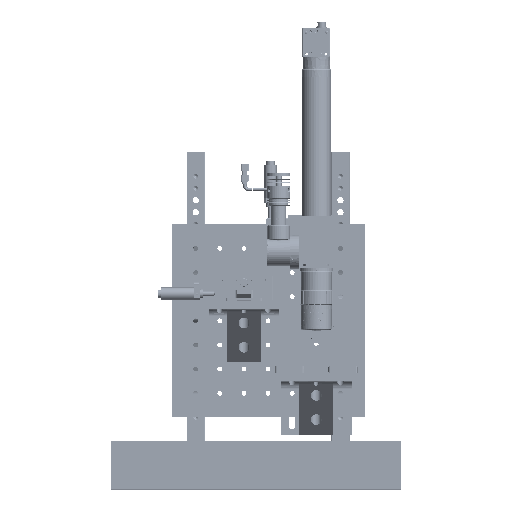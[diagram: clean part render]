
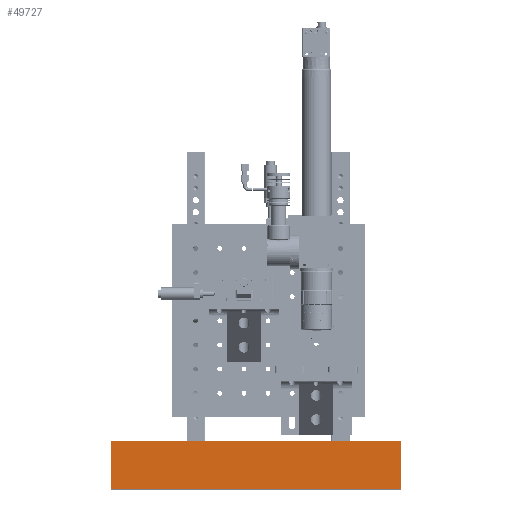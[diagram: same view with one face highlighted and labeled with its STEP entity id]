
A CAD part, top view. The second image highlights one B-rep face of the part: STEP entity #49727.
In plain terms, the highlighted face is planar.
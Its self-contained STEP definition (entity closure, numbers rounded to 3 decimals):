
#76 = CARTESIAN_POINT ( 'NONE',  ( -150., 150., 50. ) ) ;
#634 = VECTOR ( 'NONE', #72935, 1000. ) ;
#1474 = EDGE_LOOP ( 'NONE', ( #1539, #45114, #46161, #94635 ) ) ;
#1539 = ORIENTED_EDGE ( 'NONE', *, *, #103261, .T. ) ;
#4254 = CARTESIAN_POINT ( 'NONE',  ( -150., 150., 50. ) ) ;
#4569 = VECTOR ( 'NONE', #122369, 1000. ) ;
#7655 = CARTESIAN_POINT ( 'NONE',  ( -150., 150., 50. ) ) ;
#8304 = CARTESIAN_POINT ( 'NONE',  ( 150., 150., 50. ) ) ;
#10208 = CARTESIAN_POINT ( 'NONE',  ( -150., 150., 0. ) ) ;
#11443 = DIRECTION ( 'NONE',  ( -1., 0., 0. ) ) ;
#11719 = VECTOR ( 'NONE', #22069, 1000. ) ;
#22069 = DIRECTION ( 'NONE',  ( 0., 0., -1. ) ) ;
#22149 = LINE ( 'NONE', #10208, #37549 ) ;
#30404 = EDGE_CURVE ( 'NONE', #123914, #52156, #93950, .T. ) ;
#36948 = EDGE_CURVE ( 'NONE', #89950, #38363, #48588, .T. ) ;
#37233 = FACE_OUTER_BOUND ( 'NONE', #1474, .T. ) ;
#37549 = VECTOR ( 'NONE', #11443, 1000. ) ;
#38363 = VERTEX_POINT ( 'NONE', #99774 ) ;
#45114 = ORIENTED_EDGE ( 'NONE', *, *, #30404, .F. ) ;
#45728 = CARTESIAN_POINT ( 'NONE',  ( 150., 150., 50. ) ) ;
#46161 = ORIENTED_EDGE ( 'NONE', *, *, #63070, .F. ) ;
#48588 = LINE ( 'NONE', #8304, #4569 ) ;
#49727 = ADVANCED_FACE ( 'NONE', ( #37233 ), #93948, .F. ) ;
#52156 = VERTEX_POINT ( 'NONE', #82413 ) ;
#61879 = AXIS2_PLACEMENT_3D ( 'NONE', #76, #104638, #114722 ) ;
#63070 = EDGE_CURVE ( 'NONE', #89950, #123914, #90609, .T. ) ;
#72935 = DIRECTION ( 'NONE',  ( -1., 0., 0. ) ) ;
#82413 = CARTESIAN_POINT ( 'NONE',  ( -150., 150., 0. ) ) ;
#83001 = CARTESIAN_POINT ( 'NONE',  ( -150., 150., 50. ) ) ;
#89950 = VERTEX_POINT ( 'NONE', #45728 ) ;
#90609 = LINE ( 'NONE', #83001, #634 ) ;
#93948 = PLANE ( 'NONE',  #61879 ) ;
#93950 = LINE ( 'NONE', #7655, #11719 ) ;
#94635 = ORIENTED_EDGE ( 'NONE', *, *, #36948, .T. ) ;
#99774 = CARTESIAN_POINT ( 'NONE',  ( 150., 150., 0. ) ) ;
#103261 = EDGE_CURVE ( 'NONE', #38363, #52156, #22149, .T. ) ;
#104638 = DIRECTION ( 'NONE',  ( 0., -1., 0. ) ) ;
#114722 = DIRECTION ( 'NONE',  ( 0., 0., -1. ) ) ;
#122369 = DIRECTION ( 'NONE',  ( 0., 0., -1. ) ) ;
#123914 = VERTEX_POINT ( 'NONE', #4254 ) ;
